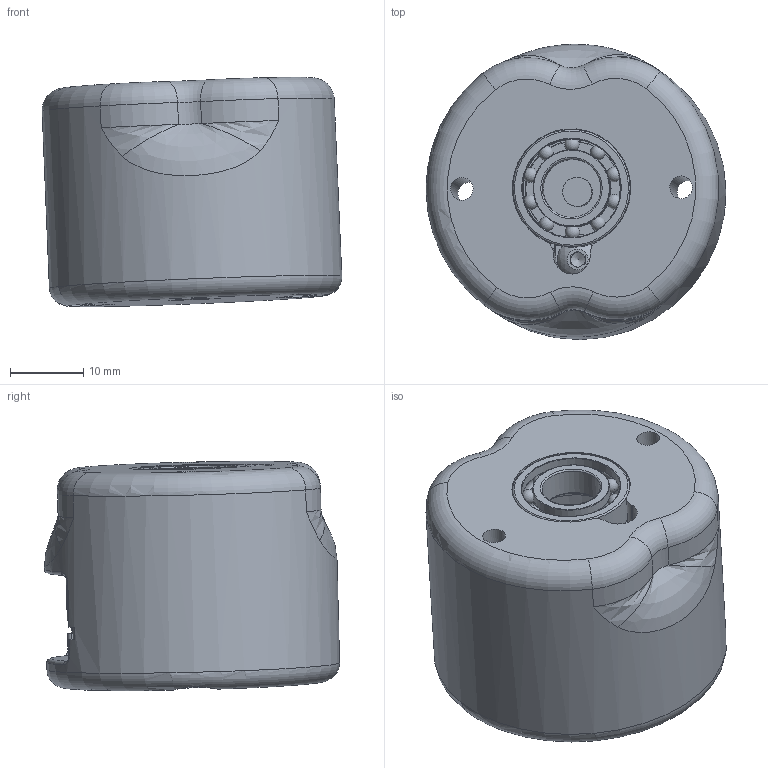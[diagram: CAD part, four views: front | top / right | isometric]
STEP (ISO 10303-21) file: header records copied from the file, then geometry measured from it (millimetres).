
FILE_DESCRIPTION(/* description */ (''),/* implementation_level */ '2;1');
FILE_NAME(/* name */ 'enkoder1_ipt_7f0b7399.STEP',/* time_stamp */ '2022-06-05T10:40:32+02:00',/* author */ ('pc'),/* organization */ (''),/* preprocessor_version */ 'ST-DEVELOPER v18.1',/* originating_system */ 'Autodesk Inventor 2021',/* authorisation */ '');
FILE_SCHEMA (('AUTOMOTIVE_DESIGN { 1 0 10303 214 3 1 1 }'));
Length unit declared in the file: inch
Products named in the file (1): enkoder1
Bounding box: 40.95 x 40.33 x 31.34 mm (x, y, z)
Volume: 23998.7 mm3; surface area: 11922.4 mm2
Topology: 16 solids, 16 shells, 201 faces, 534 edges, 344 vertices
Faces by surface type: plane 76, cylinder 62, torus 29, sphere 13, bspline 11, cone 10
Full cylindrical faces by diameter (mm): 2.5 x1, 3 x3, 3.1 x3, 4 x1, 5.5 x1, 5.7 x1, 7 x1, 8 x3, 10.5 x2, 13.5 x2, 16 x1, 26 x1, 40 x1
Entity records: 7519 total; most frequent: CARTESIAN_POINT 2258, DIRECTION 1115, ORIENTED_EDGE 1014, EDGE_CURVE 507, AXIS2_PLACEMENT_3D 459, VERTEX_POINT 344, CIRCLE 258, EDGE_LOOP 223
